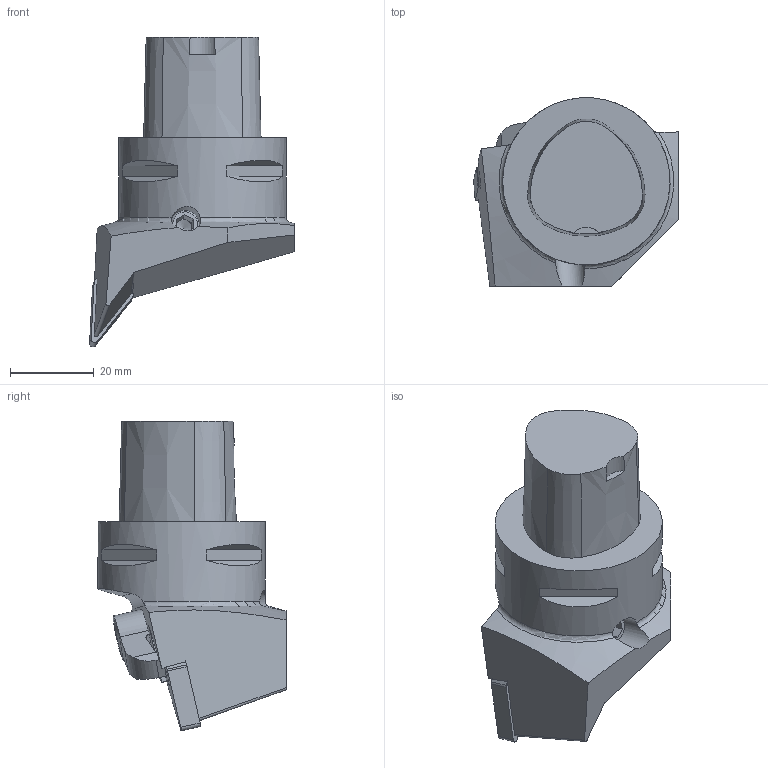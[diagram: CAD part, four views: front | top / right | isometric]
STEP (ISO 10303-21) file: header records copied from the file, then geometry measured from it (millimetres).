
FILE_DESCRIPTION(/* description */ (''),/* implementation_level */ '2;1');
FILE_NAME(/* name */ '1539251391226.stp',/* time_stamp */ '2018-10-11T15:20:15+06:00',/* author */ (''),/* organization */ ('SMS'),/* preprocessor_version */ 'ST-DEVELOPER v15',/* originating_system */ 'SIEMENS PLM Software NX 8.5',/* authorisation */ '');
FILE_SCHEMA (('AUTOMOTIVE_DESIGN { 1 0 10303 214 3 1 1 1 }'));
Length unit declared in the file: millimetre
Products named in the file (4): ASSEMBLY_CONSTRUCTION; IsoTurningInsert; 201768366mod000_00; 201768365mod000_00
Assembly tree (3 placements, depth 2):
  201768365mod000_00
    201768366mod000_00
    IsoTurningInsert
    ASSEMBLY_CONSTRUCTION
Bounding box: 48.96 x 44.98 x 74.01 mm (x, y, z)
Volume: 54898.9 mm3; surface area: 12403.1 mm2
Topology: 2 solids, 2 shells, 120 faces, 318 edges, 213 vertices
Faces by surface type: plane 76, cylinder 25, cone 17, torus 2
Full cylindrical faces by diameter (mm): 3.683 x1, 3.81 x2, 6.8 x1, 6.9 x1, 7 x2, 7.938 x1, 10.922 x1, 11.151 x1, 40 x1
Entity records: 3830 total; most frequent: CARTESIAN_POINT 813, DIRECTION 618, ORIENTED_EDGE 560, EDGE_CURVE 280, AXIS2_PLACEMENT_3D 230, VERTEX_POINT 191, LINE 158, VECTOR 158
